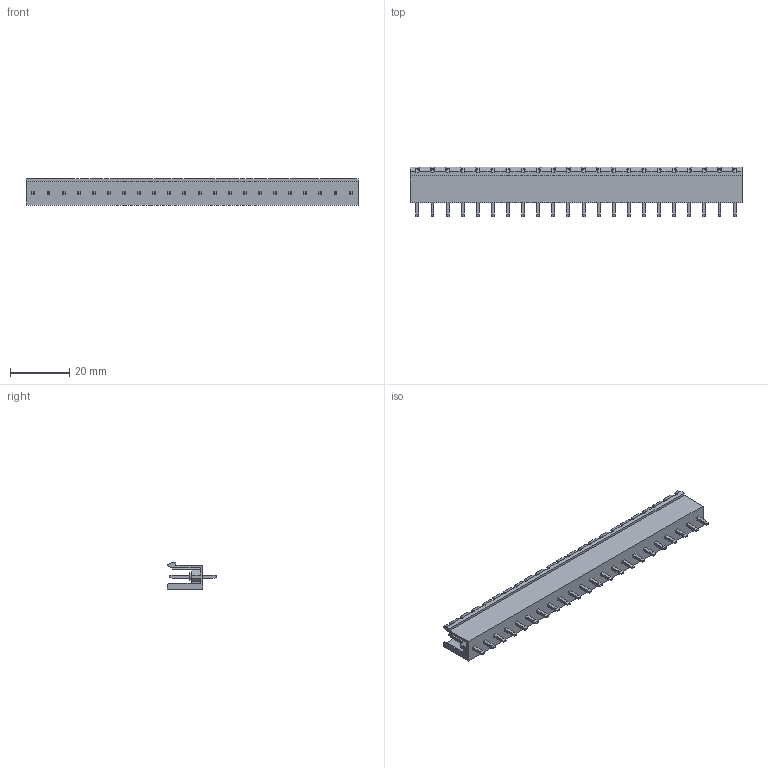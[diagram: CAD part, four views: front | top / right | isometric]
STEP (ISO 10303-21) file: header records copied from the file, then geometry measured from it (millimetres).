
FILE_DESCRIPTION (( 'STEP AP203' ), '1' );
FILE_NAME ('SOKETLI BASKILI DEVRE KLEMENSI - 5,08 MM ERKEK 180 AÇIK - 22 LI.STEP', '2018-09-11T14:06:37', ( 'user' ), ( '' ), 'SwSTEP 2.0', 'SolidWorks 2016', '' );
FILE_SCHEMA (( 'CONFIG_CONTROL_DESIGN' ));
Length unit declared in the file: millimetre
Products named in the file (1): SOKETLI BASKILI DEVRE KLEMENSI - 5,08 MM ERKEK 180 AÇIK - 22 LI
Bounding box: 111.65 x 16.8 x 8.8 mm (x, y, z)
Volume: 5182.1 mm3; surface area: 9302.2 mm2
Topology: 1 solids, 1 shells, 1119 faces, 3043 edges, 2014 vertices
Faces by surface type: plane 899, cylinder 198, cone 22
Entity records: 35048 total; most frequent: CARTESIAN_POINT 6309, ORIENTED_EDGE 6086, DIRECTION 5701, EDGE_CURVE 3043, VECTOR 2537, LINE 2537, VERTEX_POINT 2014, AXIS2_PLACEMENT_3D 1582
